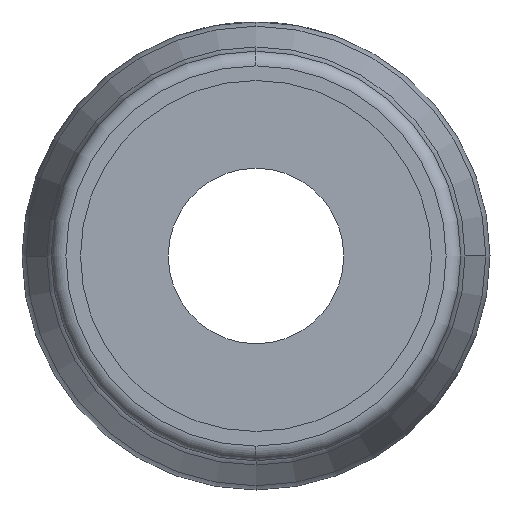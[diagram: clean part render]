
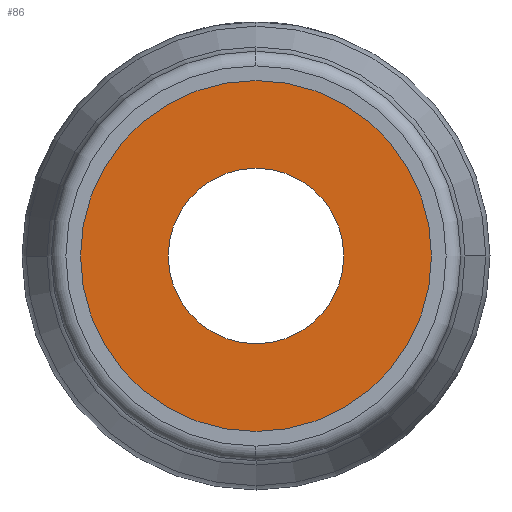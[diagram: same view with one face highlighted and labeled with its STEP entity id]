
A CAD part, left-side view. The second image highlights one B-rep face of the part: STEP entity #86.
In plain terms, the highlighted planar face has unit normal (-1, 0, 0).
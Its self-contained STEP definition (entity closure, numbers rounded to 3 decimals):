
#86=ADVANCED_FACE('',(#186,#187),#188,.F.);
#186=FACE_BOUND('',#303,.T.);
#187=FACE_OUTER_BOUND('',#304,.T.);
#188=PLANE('',#305);
#303=EDGE_LOOP('',(#656,#657));
#304=EDGE_LOOP('',(#658,#659));
#305=AXIS2_PLACEMENT_3D('',#660,#661,#662);
#656=ORIENTED_EDGE('',*,*,#888,.F.);
#657=ORIENTED_EDGE('',*,*,#811,.F.);
#658=ORIENTED_EDGE('',*,*,#887,.F.);
#659=ORIENTED_EDGE('',*,*,#817,.F.);
#660=CARTESIAN_POINT('',(-21.655,0.,0.0));
#661=DIRECTION('',(1.0,0.,0.0));
#662=DIRECTION('',(0.,-1.0,0.0));
#811=EDGE_CURVE('',#982,#985,#986,.T.);
#817=EDGE_CURVE('',#995,#991,#997,.T.);
#887=EDGE_CURVE('',#991,#995,#1111,.T.);
#888=EDGE_CURVE('',#985,#982,#1112,.T.);
#982=VERTEX_POINT('',#1286);
#985=VERTEX_POINT('',#1290);
#986=CIRCLE('',#1291,3.0);
#991=VERTEX_POINT('',#1297);
#995=VERTEX_POINT('',#1302);
#997=CIRCLE('',#1305,6.0);
#1111=CIRCLE('',#1466,6.0);
#1112=CIRCLE('',#1467,3.0);
#1286=CARTESIAN_POINT('',(-21.655,3.0,0.));
#1290=CARTESIAN_POINT('',(-21.655,-3.0,0.));
#1291=AXIS2_PLACEMENT_3D('',#1582,#1583,#1584);
#1297=CARTESIAN_POINT('',(-21.655,6.0,0.0));
#1302=CARTESIAN_POINT('',(-21.655,-6.0,0.));
#1305=AXIS2_PLACEMENT_3D('',#1594,#1595,#1596);
#1466=AXIS2_PLACEMENT_3D('',#1710,#1711,#1712);
#1467=AXIS2_PLACEMENT_3D('',#1713,#1714,#1715);
#1582=CARTESIAN_POINT('',(-21.655,0.,0.0));
#1583=DIRECTION('',(-1.0,0.,0.0));
#1584=DIRECTION('',(0.,1.0,0.0));
#1594=CARTESIAN_POINT('',(-21.655,0.,0.0));
#1595=DIRECTION('',(1.0,0.,0.0));
#1596=DIRECTION('',(0.,1.0,0.0));
#1710=CARTESIAN_POINT('',(-21.655,0.,0.0));
#1711=DIRECTION('',(1.0,0.,0.0));
#1712=DIRECTION('',(0.,1.0,0.0));
#1713=CARTESIAN_POINT('',(-21.655,0.,0.0));
#1714=DIRECTION('',(-1.0,0.,0.0));
#1715=DIRECTION('',(0.,1.0,0.0));
